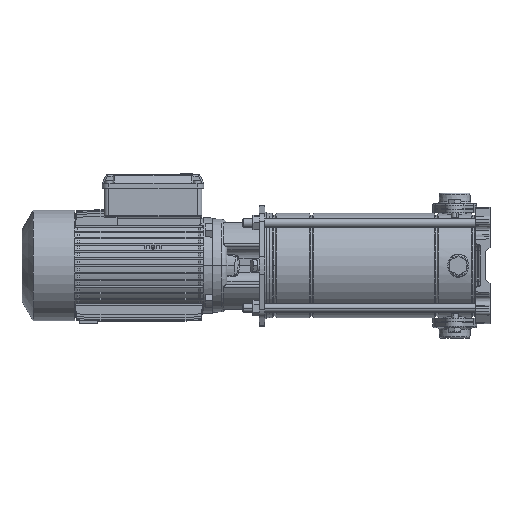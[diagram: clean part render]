
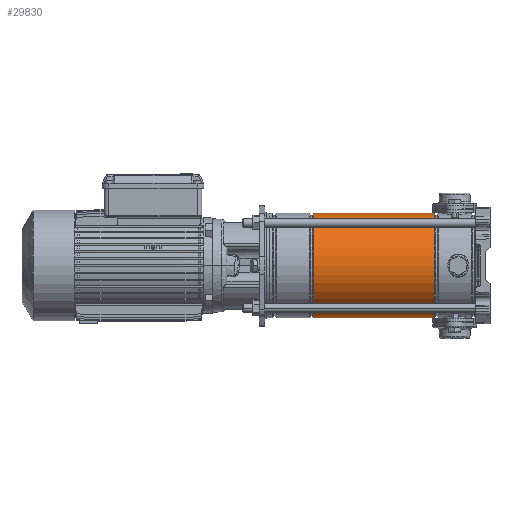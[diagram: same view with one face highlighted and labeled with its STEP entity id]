
A CAD part, left-side view. The second image highlights one B-rep face of the part: STEP entity #29830.
In plain terms, the highlighted cylindrical face has radius 74.4 mm (diameter 148.8 mm), a partial arc.
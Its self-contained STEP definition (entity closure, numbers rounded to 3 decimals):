
#6481 = VERTEX_POINT ( 'NONE', #50609 ) ;
#9671 = AXIS2_PLACEMENT_3D ( 'NONE', #33329, #27982, #42840 ) ;
#10514 = CARTESIAN_POINT ( 'NONE',  ( 0., 0., 238.664 ) ) ;
#11700 = CIRCLE ( 'NONE', #9671, 74.4 ) ;
#15309 = VERTEX_POINT ( 'NONE', #56328 ) ;
#17848 = CIRCLE ( 'NONE', #28950, 74.4 ) ;
#17865 = EDGE_CURVE ( 'NONE', #15309, #6481, #11700, .T. ) ;
#19625 = LINE ( 'NONE', #53192, #53016 ) ;
#20318 = FACE_OUTER_BOUND ( 'NONE', #61038, .T. ) ;
#22606 = CARTESIAN_POINT ( 'NONE',  ( 74.4, 0., 238.664 ) ) ;
#26012 = DIRECTION ( 'NONE',  ( -1., 0., 0. ) ) ;
#26331 = CARTESIAN_POINT ( 'NONE',  ( 0., 0., 0. ) ) ;
#27982 = DIRECTION ( 'NONE',  ( 0., 0., -1. ) ) ;
#28208 = DIRECTION ( 'NONE',  ( 0., 0., -1. ) ) ;
#28763 = CARTESIAN_POINT ( 'NONE',  ( -74.4, 0., 238.664 ) ) ;
#28950 = AXIS2_PLACEMENT_3D ( 'NONE', #10514, #33898, #29170 ) ;
#29170 = DIRECTION ( 'NONE',  ( -1., 0., 0. ) ) ;
#29830 = ADVANCED_FACE ( 'NONE', ( #20318 ), #45312, .T. ) ;
#33329 = CARTESIAN_POINT ( 'NONE',  ( 0., 0., 67.336 ) ) ;
#33898 = DIRECTION ( 'NONE',  ( 0., 0., -1. ) ) ;
#33937 = AXIS2_PLACEMENT_3D ( 'NONE', #26331, #55434, #26012 ) ;
#36093 = ORIENTED_EDGE ( 'NONE', *, *, #17865, .F. ) ;
#38739 = EDGE_CURVE ( 'NONE', #46844, #6481, #19625, .T. ) ;
#38744 = EDGE_CURVE ( 'NONE', #61139, #15309, #38924, .T. ) ;
#38924 = LINE ( 'NONE', #43380, #61080 ) ;
#42334 = ORIENTED_EDGE ( 'NONE', *, *, #38739, .T. ) ;
#42840 = DIRECTION ( 'NONE',  ( -1., 0., 0. ) ) ;
#43380 = CARTESIAN_POINT ( 'NONE',  ( -74.4, 0., 0. ) ) ;
#45312 = CYLINDRICAL_SURFACE ( 'NONE', #33937, 74.4 ) ;
#46844 = VERTEX_POINT ( 'NONE', #22606 ) ;
#48089 = ORIENTED_EDGE ( 'NONE', *, *, #54426, .T. ) ;
#48433 = DIRECTION ( 'NONE',  ( 0., 0., -1. ) ) ;
#50609 = CARTESIAN_POINT ( 'NONE',  ( 74.4, 0., 67.336 ) ) ;
#51441 = ORIENTED_EDGE ( 'NONE', *, *, #38744, .F. ) ;
#53016 = VECTOR ( 'NONE', #28208, 1000. ) ;
#53192 = CARTESIAN_POINT ( 'NONE',  ( 74.4, 0., 0. ) ) ;
#54426 = EDGE_CURVE ( 'NONE', #61139, #46844, #17848, .T. ) ;
#55434 = DIRECTION ( 'NONE',  ( 0., 0., -1. ) ) ;
#56328 = CARTESIAN_POINT ( 'NONE',  ( -74.4, 0., 67.336 ) ) ;
#61038 = EDGE_LOOP ( 'NONE', ( #48089, #42334, #36093, #51441 ) ) ;
#61080 = VECTOR ( 'NONE', #48433, 1000. ) ;
#61139 = VERTEX_POINT ( 'NONE', #28763 ) ;
